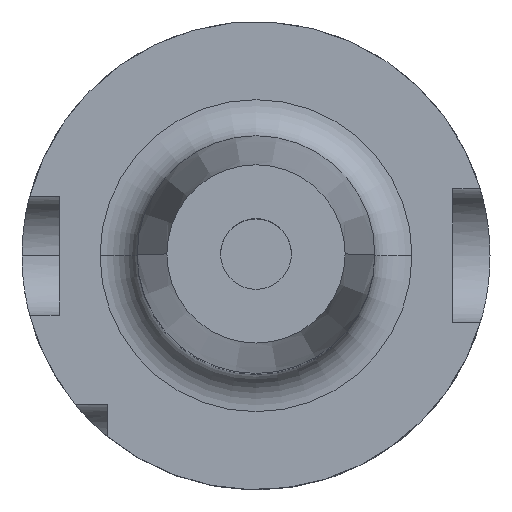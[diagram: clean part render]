
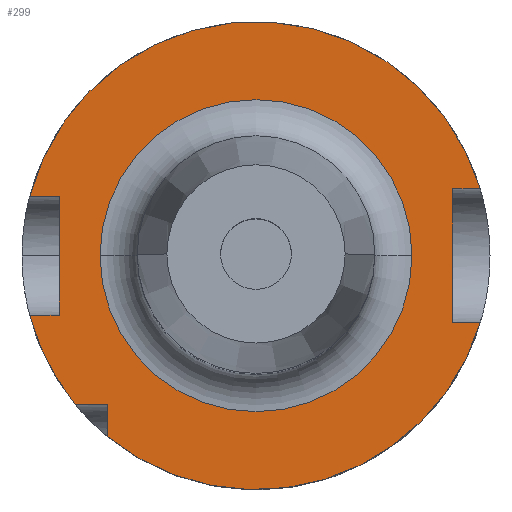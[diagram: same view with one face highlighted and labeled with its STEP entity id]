
A CAD part, top view. The second image highlights one B-rep face of the part: STEP entity #299.
In plain terms, the highlighted planar face has unit normal (0, 0, 1).
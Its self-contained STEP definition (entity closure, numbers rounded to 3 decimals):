
#23 = DIRECTION ( 'NONE',  ( 1., 0., 0. ) ) ;
#36 = LINE ( 'NONE', #1537, #1599 ) ;
#40 = CARTESIAN_POINT ( 'NONE',  ( 21., 0., 26. ) ) ;
#56 = VERTEX_POINT ( 'NONE', #2948 ) ;
#71 = LINE ( 'NONE', #2638, #1552 ) ;
#173 = CARTESIAN_POINT ( 'NONE',  ( 0., 9., 26. ) ) ;
#196 = CIRCLE ( 'NONE', #1370, 31.5 ) ;
#293 = CARTESIAN_POINT ( 'NONE',  ( 0., 0., 26. ) ) ;
#299 = ADVANCED_FACE ( 'NONE', ( #1125, #390 ), #598, .T. ) ;
#302 = CARTESIAN_POINT ( 'NONE',  ( 0., -8., 26. ) ) ;
#313 = EDGE_CURVE ( 'NONE', #656, #1755, #2623, .T. ) ;
#390 = FACE_OUTER_BOUND ( 'NONE', #875, .T. ) ;
#429 = DIRECTION ( 'NONE',  ( -1., 0., 0. ) ) ;
#581 = DIRECTION ( 'NONE',  ( 1., 0., 0. ) ) ;
#588 = VERTEX_POINT ( 'NONE', #1927 ) ;
#598 = PLANE ( 'NONE',  #736 ) ;
#634 = VERTEX_POINT ( 'NONE', #1027 ) ;
#649 = CARTESIAN_POINT ( 'NONE',  ( -26.5, 8., 26. ) ) ;
#651 = CARTESIAN_POINT ( 'NONE',  ( -20., 16., 26. ) ) ;
#656 = VERTEX_POINT ( 'NONE', #3565 ) ;
#659 = ORIENTED_EDGE ( 'NONE', *, *, #3322, .F. ) ;
#670 = EDGE_LOOP ( 'NONE', ( #1440, #829 ) ) ;
#736 = AXIS2_PLACEMENT_3D ( 'NONE', #2540, #2295, #865 ) ;
#800 = AXIS2_PLACEMENT_3D ( 'NONE', #972, #2947, #1250 ) ;
#818 = CARTESIAN_POINT ( 'NONE',  ( 0., 0., 26. ) ) ;
#829 = ORIENTED_EDGE ( 'NONE', *, *, #2218, .T. ) ;
#840 = CARTESIAN_POINT ( 'NONE',  ( 30.187, 9., 26. ) ) ;
#848 = EDGE_CURVE ( 'NONE', #949, #1135, #1384, .T. ) ;
#865 = DIRECTION ( 'NONE',  ( 1., 0., 0. ) ) ;
#875 = EDGE_LOOP ( 'NONE', ( #2729, #659, #3024, #2629, #2224, #3025, #923, #3671, #2768, #2135, #3559 ) ) ;
#894 = AXIS2_PLACEMENT_3D ( 'NONE', #1052, #3040, #1339 ) ;
#923 = ORIENTED_EDGE ( 'NONE', *, *, #2435, .F. ) ;
#930 = CARTESIAN_POINT ( 'NONE',  ( 0., 0., 26. ) ) ;
#931 = DIRECTION ( 'NONE',  ( 0., 1., 0. ) ) ;
#949 = VERTEX_POINT ( 'NONE', #3279 ) ;
#956 = DIRECTION ( 'NONE',  ( 0., 1., 0. ) ) ;
#972 = CARTESIAN_POINT ( 'NONE',  ( 0., 0., 26. ) ) ;
#1027 = CARTESIAN_POINT ( 'NONE',  ( -21., 0., 26. ) ) ;
#1032 = CIRCLE ( 'NONE', #3126, 21. ) ;
#1052 = CARTESIAN_POINT ( 'NONE',  ( 0., 0., 26. ) ) ;
#1096 = DIRECTION ( 'NONE',  ( 1., 0., 0. ) ) ;
#1125 = FACE_BOUND ( 'NONE', #670, .T. ) ;
#1135 = VERTEX_POINT ( 'NONE', #3673 ) ;
#1145 = EDGE_CURVE ( 'NONE', #3443, #634, #1032, .T. ) ;
#1178 = DIRECTION ( 'NONE',  ( 0., 1., 0. ) ) ;
#1199 = DIRECTION ( 'NONE',  ( -1., 0., 0. ) ) ;
#1250 = DIRECTION ( 'NONE',  ( -1., 0., 0. ) ) ;
#1303 = EDGE_CURVE ( 'NONE', #1135, #3564, #3131, .T. ) ;
#1315 = EDGE_CURVE ( 'NONE', #1755, #2417, #36, .T. ) ;
#1339 = DIRECTION ( 'NONE',  ( -1., 0., 0. ) ) ;
#1370 = AXIS2_PLACEMENT_3D ( 'NONE', #930, #2900, #1199 ) ;
#1384 = LINE ( 'NONE', #3455, #2891 ) ;
#1400 = VERTEX_POINT ( 'NONE', #1720 ) ;
#1440 = ORIENTED_EDGE ( 'NONE', *, *, #1145, .T. ) ;
#1537 = CARTESIAN_POINT ( 'NONE',  ( 0., 8., 26. ) ) ;
#1542 = VECTOR ( 'NONE', #23, 1000. ) ;
#1552 = VECTOR ( 'NONE', #956, 1000. ) ;
#1588 = CIRCLE ( 'NONE', #3239, 21. ) ;
#1599 = VECTOR ( 'NONE', #429, 1000. ) ;
#1720 = CARTESIAN_POINT ( 'NONE',  ( 26.5, 9., 26. ) ) ;
#1742 = VECTOR ( 'NONE', #1851, 1000. ) ;
#1755 = VERTEX_POINT ( 'NONE', #649 ) ;
#1789 = VECTOR ( 'NONE', #1178, 1000. ) ;
#1851 = DIRECTION ( 'NONE',  ( -1., 0., 0. ) ) ;
#1888 = CIRCLE ( 'NONE', #894, 31.5 ) ;
#1889 = EDGE_CURVE ( 'NONE', #2388, #56, #2484, .T. ) ;
#1927 = CARTESIAN_POINT ( 'NONE',  ( -20., -24.336, 26. ) ) ;
#2135 = ORIENTED_EDGE ( 'NONE', *, *, #2564, .F. ) ;
#2156 = CARTESIAN_POINT ( 'NONE',  ( -30.467, 8., 26. ) ) ;
#2218 = EDGE_CURVE ( 'NONE', #634, #3443, #1588, .T. ) ;
#2224 = ORIENTED_EDGE ( 'NONE', *, *, #3371, .T. ) ;
#2244 = DIRECTION ( 'NONE',  ( 0., 0., -1. ) ) ;
#2289 = DIRECTION ( 'NONE',  ( -1., 0., 0. ) ) ;
#2295 = DIRECTION ( 'NONE',  ( 0., 0., 1. ) ) ;
#2323 = EDGE_CURVE ( 'NONE', #1400, #2833, #3600, .T. ) ;
#2388 = VERTEX_POINT ( 'NONE', #2433 ) ;
#2417 = VERTEX_POINT ( 'NONE', #2156 ) ;
#2433 = CARTESIAN_POINT ( 'NONE',  ( 30.187, -9., 26. ) ) ;
#2435 = EDGE_CURVE ( 'NONE', #2417, #2833, #1888, .T. ) ;
#2475 = LINE ( 'NONE', #651, #3255 ) ;
#2484 = LINE ( 'NONE', #3568, #1742 ) ;
#2540 = CARTESIAN_POINT ( 'NONE',  ( 0., 16., 26. ) ) ;
#2564 = EDGE_CURVE ( 'NONE', #3564, #656, #3057, .T. ) ;
#2623 = LINE ( 'NONE', #3430, #1789 ) ;
#2629 = ORIENTED_EDGE ( 'NONE', *, *, #1889, .T. ) ;
#2638 = CARTESIAN_POINT ( 'NONE',  ( 26.5, 16., 26. ) ) ;
#2695 = DIRECTION ( 'NONE',  ( 1., 0., 0. ) ) ;
#2729 = ORIENTED_EDGE ( 'NONE', *, *, #848, .F. ) ;
#2768 = ORIENTED_EDGE ( 'NONE', *, *, #313, .F. ) ;
#2784 = DIRECTION ( 'NONE',  ( 0., 0., -1. ) ) ;
#2833 = VERTEX_POINT ( 'NONE', #840 ) ;
#2891 = VECTOR ( 'NONE', #2289, 1000. ) ;
#2900 = DIRECTION ( 'NONE',  ( 0., 0., -1. ) ) ;
#2922 = VECTOR ( 'NONE', #2695, 1000. ) ;
#2947 = DIRECTION ( 'NONE',  ( 0., 0., -1. ) ) ;
#2948 = CARTESIAN_POINT ( 'NONE',  ( 26.5, -9., 26. ) ) ;
#3024 = ORIENTED_EDGE ( 'NONE', *, *, #3669, .F. ) ;
#3025 = ORIENTED_EDGE ( 'NONE', *, *, #2323, .T. ) ;
#3040 = DIRECTION ( 'NONE',  ( 0., 0., -1. ) ) ;
#3057 = LINE ( 'NONE', #302, #1542 ) ;
#3126 = AXIS2_PLACEMENT_3D ( 'NONE', #293, #2244, #581 ) ;
#3131 = CIRCLE ( 'NONE', #800, 31.5 ) ;
#3239 = AXIS2_PLACEMENT_3D ( 'NONE', #818, #2784, #1096 ) ;
#3255 = VECTOR ( 'NONE', #931, 1000. ) ;
#3279 = CARTESIAN_POINT ( 'NONE',  ( -20., -20., 26. ) ) ;
#3322 = EDGE_CURVE ( 'NONE', #588, #949, #2475, .T. ) ;
#3371 = EDGE_CURVE ( 'NONE', #56, #1400, #71, .T. ) ;
#3430 = CARTESIAN_POINT ( 'NONE',  ( -26.5, 16., 26. ) ) ;
#3443 = VERTEX_POINT ( 'NONE', #40 ) ;
#3455 = CARTESIAN_POINT ( 'NONE',  ( 0., -20., 26. ) ) ;
#3456 = CARTESIAN_POINT ( 'NONE',  ( -30.467, -8., 26. ) ) ;
#3559 = ORIENTED_EDGE ( 'NONE', *, *, #1303, .F. ) ;
#3564 = VERTEX_POINT ( 'NONE', #3456 ) ;
#3565 = CARTESIAN_POINT ( 'NONE',  ( -26.5, -8., 26. ) ) ;
#3568 = CARTESIAN_POINT ( 'NONE',  ( 0., -9., 26. ) ) ;
#3600 = LINE ( 'NONE', #173, #2922 ) ;
#3669 = EDGE_CURVE ( 'NONE', #2388, #588, #196, .T. ) ;
#3671 = ORIENTED_EDGE ( 'NONE', *, *, #1315, .F. ) ;
#3673 = CARTESIAN_POINT ( 'NONE',  ( -24.336, -20., 26. ) ) ;
